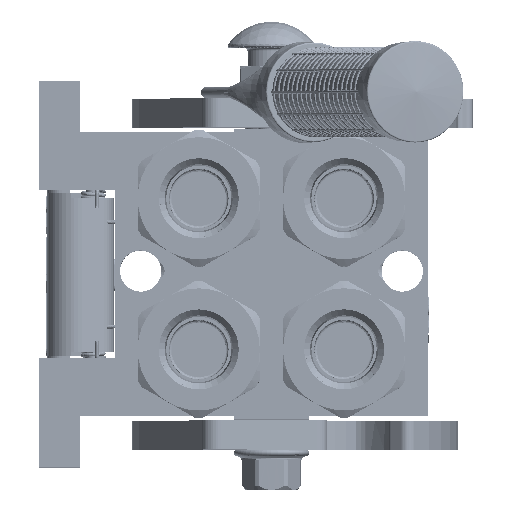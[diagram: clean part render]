
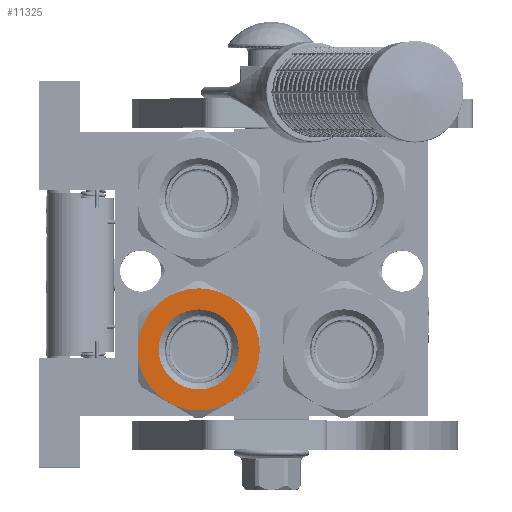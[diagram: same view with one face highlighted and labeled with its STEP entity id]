
A CAD part, top view. The second image highlights one B-rep face of the part: STEP entity #11325.
In plain terms, the highlighted face is planar.
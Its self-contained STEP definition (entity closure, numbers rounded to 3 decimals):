
#2811 = DIRECTION ( 'NONE',  ( -1., 0., 0. ) ) ;
#2899 = CARTESIAN_POINT ( 'NONE',  ( 100.6, 10.5, -18.187 ) ) ;
#4898 = DIRECTION ( 'NONE',  ( -1., 0., 0. ) ) ;
#6349 = CARTESIAN_POINT ( 'NONE',  ( 100.6, 0., 0. ) ) ;
#9547 = CARTESIAN_POINT ( 'NONE',  ( 100.6, 0., 0. ) ) ;
#9990 = VERTEX_POINT ( 'NONE', #46079 ) ;
#11148 = CARTESIAN_POINT ( 'NONE',  ( 100.6, 10.5, 18.187 ) ) ;
#11198 = ORIENTED_EDGE ( 'NONE', *, *, #164024, .T. ) ;
#11325 = ADVANCED_FACE ( 'NONE', ( #178805, #105795 ), #43616, .F. ) ;
#12604 = AXIS2_PLACEMENT_3D ( 'NONE', #29786, #73746, #45064 ) ;
#12950 = CIRCLE ( 'NONE', #53940, 13.75 ) ;
#13240 = EDGE_LOOP ( 'NONE', ( #120101, #174525, #99069, #176969, #26381, #60013, #120586 ) ) ;
#18985 = CARTESIAN_POINT ( 'NONE',  ( 100.6, 0., 0. ) ) ;
#19673 = CIRCLE ( 'NONE', #61806, 13.75 ) ;
#20765 = VERTEX_POINT ( 'NONE', #11148 ) ;
#22961 = DIRECTION ( 'NONE',  ( 0., -0.5, -0.866 ) ) ;
#26381 = ORIENTED_EDGE ( 'NONE', *, *, #140247, .F. ) ;
#29786 = CARTESIAN_POINT ( 'NONE',  ( 100.6, 0., 0. ) ) ;
#30225 = CARTESIAN_POINT ( 'NONE',  ( 100.6, 0., 0. ) ) ;
#31215 = VERTEX_POINT ( 'NONE', #70997 ) ;
#34179 = VERTEX_POINT ( 'NONE', #93199 ) ;
#35705 = EDGE_CURVE ( 'NONE', #155766, #31215, #19673, .T. ) ;
#38669 = EDGE_CURVE ( 'NONE', #66940, #54875, #70362, .T. ) ;
#40786 = DIRECTION ( 'NONE',  ( 1., 0., 0. ) ) ;
#43616 = PLANE ( 'NONE',  #141456 ) ;
#44879 = DIRECTION ( 'NONE',  ( -1., 0., 0. ) ) ;
#44882 = CIRCLE ( 'NONE', #12604, 21. ) ;
#45064 = DIRECTION ( 'NONE',  ( 0., -0.5, -0.866 ) ) ;
#46079 = CARTESIAN_POINT ( 'NONE',  ( 100.6, -10.5, 18.187 ) ) ;
#48212 = CIRCLE ( 'NONE', #78655, 21. ) ;
#50101 = EDGE_CURVE ( 'NONE', #54875, #61090, #102450, .T. ) ;
#53711 = EDGE_CURVE ( 'NONE', #20765, #9990, #154527, .T. ) ;
#53940 = AXIS2_PLACEMENT_3D ( 'NONE', #75473, #2811, #72986 ) ;
#54875 = VERTEX_POINT ( 'NONE', #2899 ) ;
#59548 = CARTESIAN_POINT ( 'NONE',  ( 100.6, -21., 0. ) ) ;
#60013 = ORIENTED_EDGE ( 'NONE', *, *, #92366, .T. ) ;
#61090 = VERTEX_POINT ( 'NONE', #174456 ) ;
#61806 = AXIS2_PLACEMENT_3D ( 'NONE', #18985, #4898, #107475 ) ;
#65760 = AXIS2_PLACEMENT_3D ( 'NONE', #9547, #68123, #170137 ) ;
#66940 = VERTEX_POINT ( 'NONE', #149130 ) ;
#68123 = DIRECTION ( 'NONE',  ( -1., 0., 0. ) ) ;
#70362 = CIRCLE ( 'NONE', #92927, 21. ) ;
#70997 = CARTESIAN_POINT ( 'NONE',  ( 100.6, 13.75, 0. ) ) ;
#72428 = AXIS2_PLACEMENT_3D ( 'NONE', #106422, #138366, #183672 ) ;
#72986 = DIRECTION ( 'NONE',  ( 0., 1., 0. ) ) ;
#73746 = DIRECTION ( 'NONE',  ( -1., 0., 0. ) ) ;
#73988 = CARTESIAN_POINT ( 'NONE',  ( 100.6, 0., 0. ) ) ;
#75473 = CARTESIAN_POINT ( 'NONE',  ( 100.6, 0., 0. ) ) ;
#78655 = AXIS2_PLACEMENT_3D ( 'NONE', #79613, #83480, #170786 ) ;
#79613 = CARTESIAN_POINT ( 'NONE',  ( 100.6, 0., 0. ) ) ;
#83480 = DIRECTION ( 'NONE',  ( 1., 0., 0. ) ) ;
#85664 = CARTESIAN_POINT ( 'NONE',  ( 100.6, 0., 0. ) ) ;
#87827 = EDGE_LOOP ( 'NONE', ( #11198, #182942 ) ) ;
#92366 = EDGE_CURVE ( 'NONE', #34179, #66940, #174509, .T. ) ;
#92927 = AXIS2_PLACEMENT_3D ( 'NONE', #6349, #40786, #22961 ) ;
#93199 = CARTESIAN_POINT ( 'NONE',  ( 100.6, -10.5, -18.187 ) ) ;
#99069 = ORIENTED_EDGE ( 'NONE', *, *, #53711, .T. ) ;
#99519 = EDGE_CURVE ( 'NONE', #133948, #9990, #119411, .T. ) ;
#100302 = DIRECTION ( 'NONE',  ( 0., 0.5, 0.866 ) ) ;
#102450 = CIRCLE ( 'NONE', #72428, 21. ) ;
#105795 = FACE_BOUND ( 'NONE', #87827, .T. ) ;
#106422 = CARTESIAN_POINT ( 'NONE',  ( 100.6, 0., 0. ) ) ;
#107475 = DIRECTION ( 'NONE',  ( 0., -1., 0. ) ) ;
#119411 = CIRCLE ( 'NONE', #65760, 21. ) ;
#119712 = EDGE_CURVE ( 'NONE', #61090, #20765, #48212, .T. ) ;
#120101 = ORIENTED_EDGE ( 'NONE', *, *, #50101, .T. ) ;
#120586 = ORIENTED_EDGE ( 'NONE', *, *, #38669, .T. ) ;
#131363 = AXIS2_PLACEMENT_3D ( 'NONE', #85664, #187756, #100302 ) ;
#133948 = VERTEX_POINT ( 'NONE', #59548 ) ;
#138366 = DIRECTION ( 'NONE',  ( 1., 0., 0. ) ) ;
#140247 = EDGE_CURVE ( 'NONE', #34179, #133948, #44882, .T. ) ;
#141456 = AXIS2_PLACEMENT_3D ( 'NONE', #30225, #44879, #162748 ) ;
#147057 = CARTESIAN_POINT ( 'NONE',  ( 100.6, -13.75, 0. ) ) ;
#149130 = CARTESIAN_POINT ( 'NONE',  ( 100.6, 0., -21. ) ) ;
#149303 = AXIS2_PLACEMENT_3D ( 'NONE', #73988, #175970, #177879 ) ;
#154527 = CIRCLE ( 'NONE', #131363, 21. ) ;
#155766 = VERTEX_POINT ( 'NONE', #147057 ) ;
#162748 = DIRECTION ( 'NONE',  ( 0., 0., -1. ) ) ;
#164024 = EDGE_CURVE ( 'NONE', #31215, #155766, #12950, .T. ) ;
#170137 = DIRECTION ( 'NONE',  ( 0., -1., 0. ) ) ;
#170786 = DIRECTION ( 'NONE',  ( 0., 1., 0. ) ) ;
#174456 = CARTESIAN_POINT ( 'NONE',  ( 100.6, 21., 0. ) ) ;
#174509 = CIRCLE ( 'NONE', #149303, 21. ) ;
#174525 = ORIENTED_EDGE ( 'NONE', *, *, #119712, .T. ) ;
#175970 = DIRECTION ( 'NONE',  ( 1., 0., 0. ) ) ;
#176969 = ORIENTED_EDGE ( 'NONE', *, *, #99519, .F. ) ;
#177879 = DIRECTION ( 'NONE',  ( 0., -0.5, -0.866 ) ) ;
#178805 = FACE_OUTER_BOUND ( 'NONE', #13240, .T. ) ;
#182942 = ORIENTED_EDGE ( 'NONE', *, *, #35705, .T. ) ;
#183672 = DIRECTION ( 'NONE',  ( 0., 0.5, -0.866 ) ) ;
#187756 = DIRECTION ( 'NONE',  ( 1., 0., 0. ) ) ;
